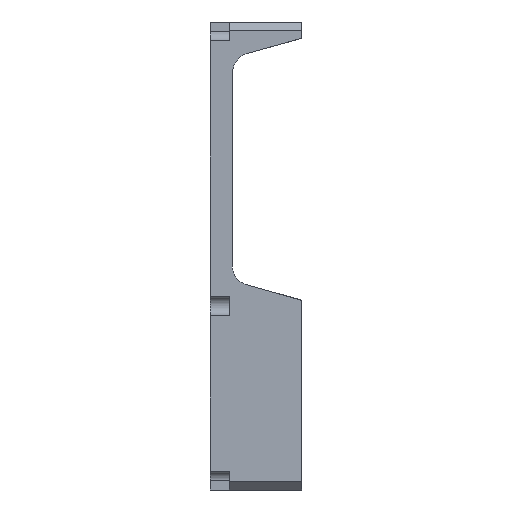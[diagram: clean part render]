
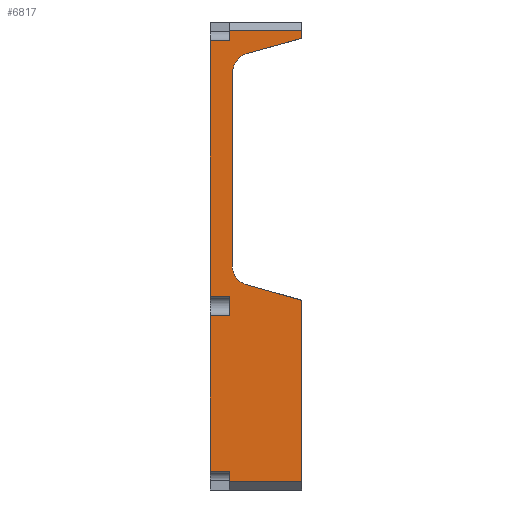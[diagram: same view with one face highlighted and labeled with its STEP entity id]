
A CAD part, left-side view. The second image highlights one B-rep face of the part: STEP entity #6817.
In plain terms, the highlighted planar face has unit normal (-1, 0, 0).
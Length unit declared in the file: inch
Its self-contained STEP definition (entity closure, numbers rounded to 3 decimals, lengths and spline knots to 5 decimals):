
#257=CIRCLE('',#7363,0.33762);
#258=CIRCLE('',#7364,0.35725);
#438=PLANE('',#7362);
#687=FACE_OUTER_BOUND('',#1038,.T.);
#1038=EDGE_LOOP('',(#5416,#5417,#5418,#5419,#5420,#5421,#5422,#5423,#5424,
#5425,#5426,#5427,#5428,#5429,#5430,#5431,#5432,#5433));
#1388=LINE('',#10087,#2119);
#1698=LINE('',#11008,#2429);
#1701=LINE('',#11014,#2432);
#1702=LINE('',#11016,#2433);
#1703=LINE('',#11018,#2434);
#1704=LINE('',#11020,#2435);
#1705=LINE('',#11022,#2436);
#1706=LINE('',#11024,#2437);
#1707=LINE('',#11026,#2438);
#1708=LINE('',#11028,#2439);
#1709=LINE('',#11030,#2440);
#1710=LINE('',#11031,#2441);
#1711=LINE('',#11033,#2442);
#1712=LINE('',#11037,#2443);
#1713=LINE('',#11041,#2444);
#1714=LINE('',#11042,#2445);
#2119=VECTOR('',#7929,0.3937);
#2429=VECTOR('',#8757,0.3937);
#2432=VECTOR('',#8762,0.3937);
#2433=VECTOR('',#8763,0.3937);
#2434=VECTOR('',#8764,0.3937);
#2435=VECTOR('',#8765,0.3937);
#2436=VECTOR('',#8766,0.3937);
#2437=VECTOR('',#8767,0.3937);
#2438=VECTOR('',#8768,0.3937);
#2439=VECTOR('',#8769,0.3937);
#2440=VECTOR('',#8770,0.3937);
#2441=VECTOR('',#8771,0.3937);
#2442=VECTOR('',#8772,0.3937);
#2443=VECTOR('',#8775,0.3937);
#2444=VECTOR('',#8778,0.3937);
#2445=VECTOR('',#8779,0.3937);
#2920=VERTEX_POINT('',#10084);
#2921=VERTEX_POINT('',#10086);
#3232=VERTEX_POINT('',#11005);
#3233=VERTEX_POINT('',#11007);
#3235=VERTEX_POINT('',#11013);
#3236=VERTEX_POINT('',#11015);
#3237=VERTEX_POINT('',#11017);
#3238=VERTEX_POINT('',#11019);
#3239=VERTEX_POINT('',#11021);
#3240=VERTEX_POINT('',#11023);
#3241=VERTEX_POINT('',#11025);
#3242=VERTEX_POINT('',#11027);
#3243=VERTEX_POINT('',#11029);
#3244=VERTEX_POINT('',#11032);
#3245=VERTEX_POINT('',#11034);
#3246=VERTEX_POINT('',#11036);
#3247=VERTEX_POINT('',#11038);
#3248=VERTEX_POINT('',#11040);
#3620=EDGE_CURVE('',#2921,#2920,#1388,.T.);
#4067=EDGE_CURVE('',#3232,#3233,#1698,.T.);
#4070=EDGE_CURVE('',#3232,#3235,#1701,.T.);
#4071=EDGE_CURVE('',#3235,#3236,#1702,.T.);
#4072=EDGE_CURVE('',#3237,#3236,#1703,.T.);
#4073=EDGE_CURVE('',#3237,#3238,#1704,.T.);
#4074=EDGE_CURVE('',#3238,#3239,#1705,.T.);
#4075=EDGE_CURVE('',#3239,#3240,#1706,.T.);
#4076=EDGE_CURVE('',#3241,#3240,#1707,.T.);
#4077=EDGE_CURVE('',#3241,#3242,#1708,.T.);
#4078=EDGE_CURVE('',#3242,#3243,#1709,.T.);
#4079=EDGE_CURVE('',#2921,#3243,#1710,.T.);
#4080=EDGE_CURVE('',#2920,#3244,#1711,.T.);
#4081=EDGE_CURVE('',#3244,#3245,#257,.T.);
#4082=EDGE_CURVE('',#3245,#3246,#1712,.T.);
#4083=EDGE_CURVE('',#3246,#3247,#258,.T.);
#4084=EDGE_CURVE('',#3247,#3248,#1713,.T.);
#4085=EDGE_CURVE('',#3248,#3233,#1714,.T.);
#5416=ORIENTED_EDGE('',*,*,#4067,.F.);
#5417=ORIENTED_EDGE('',*,*,#4070,.T.);
#5418=ORIENTED_EDGE('',*,*,#4071,.T.);
#5419=ORIENTED_EDGE('',*,*,#4072,.F.);
#5420=ORIENTED_EDGE('',*,*,#4073,.T.);
#5421=ORIENTED_EDGE('',*,*,#4074,.T.);
#5422=ORIENTED_EDGE('',*,*,#4075,.T.);
#5423=ORIENTED_EDGE('',*,*,#4076,.F.);
#5424=ORIENTED_EDGE('',*,*,#4077,.T.);
#5425=ORIENTED_EDGE('',*,*,#4078,.T.);
#5426=ORIENTED_EDGE('',*,*,#4079,.F.);
#5427=ORIENTED_EDGE('',*,*,#3620,.T.);
#5428=ORIENTED_EDGE('',*,*,#4080,.T.);
#5429=ORIENTED_EDGE('',*,*,#4081,.T.);
#5430=ORIENTED_EDGE('',*,*,#4082,.T.);
#5431=ORIENTED_EDGE('',*,*,#4083,.T.);
#5432=ORIENTED_EDGE('',*,*,#4084,.T.);
#5433=ORIENTED_EDGE('',*,*,#4085,.T.);
#6817=ADVANCED_FACE('',(#687),#438,.T.);
#7362=AXIS2_PLACEMENT_3D('',#11012,#8760,#8761);
#7363=AXIS2_PLACEMENT_3D('',#11035,#8773,#8774);
#7364=AXIS2_PLACEMENT_3D('',#11039,#8776,#8777);
#7929=DIRECTION('',(0.,0.,1.));
#8757=DIRECTION('',(0.,-1.,0.));
#8760=DIRECTION('center_axis',(-1.,0.,0.));
#8761=DIRECTION('ref_axis',(0.,0.,1.));
#8762=DIRECTION('',(0.,0.,-1.));
#8763=DIRECTION('',(0.,1.,0.));
#8764=DIRECTION('',(0.,0.,1.));
#8765=DIRECTION('',(0.,-1.,0.));
#8766=DIRECTION('',(0.,0.,-1.));
#8767=DIRECTION('',(0.,1.,0.));
#8768=DIRECTION('',(0.,0.,1.));
#8769=DIRECTION('',(0.,-1.,0.));
#8770=DIRECTION('',(0.,0.,-1.));
#8771=DIRECTION('',(0.,1.,0.));
#8772=DIRECTION('',(0.,0.962,0.272));
#8773=DIRECTION('center_axis',(1.,0.,0.));
#8774=DIRECTION('ref_axis',(0.,0.272,-0.962));
#8775=DIRECTION('',(0.,0.,1.));
#8776=DIRECTION('center_axis',(1.,0.,0.));
#8777=DIRECTION('ref_axis',(0.,1.,0.));
#8778=DIRECTION('',(0.,-0.963,0.268));
#8779=DIRECTION('',(0.,0.,1.));
#10084=CARTESIAN_POINT('',(-4.45175,0.,4.61345));
#10086=CARTESIAN_POINT('',(-4.45175,0.,1.5109));
#10087=CARTESIAN_POINT('',(-4.45175,0.,1.3709));
#11005=CARTESIAN_POINT('',(-4.45175,1.245,9.2309));
#11007=CARTESIAN_POINT('',(-4.45175,0.,9.2309));
#11008=CARTESIAN_POINT('',(-4.45175,0.,9.2309));
#11012=CARTESIAN_POINT('Origin',(-4.45175,0.,1.3709));
#11013=CARTESIAN_POINT('',(-4.45175,1.245,9.0534));
#11014=CARTESIAN_POINT('',(-4.45175,1.245,5.41192));
#11015=CARTESIAN_POINT('',(-4.45175,1.57,9.0534));
#11016=CARTESIAN_POINT('',(-4.45175,0.785,9.0534));
#11017=CARTESIAN_POINT('',(-4.45175,1.57,4.6784));
#11018=CARTESIAN_POINT('',(-4.45175,1.57,1.3709));
#11019=CARTESIAN_POINT('',(-4.45175,1.245,4.6784));
#11020=CARTESIAN_POINT('',(-4.45175,0.785,4.6784));
#11021=CARTESIAN_POINT('',(-4.45175,1.245,4.3534));
#11022=CARTESIAN_POINT('',(-4.45175,1.245,2.9434));
#11023=CARTESIAN_POINT('',(-4.45175,1.57,4.3534));
#11024=CARTESIAN_POINT('',(-4.45175,0.785,4.3534));
#11025=CARTESIAN_POINT('',(-4.45175,1.57,1.6884));
#11026=CARTESIAN_POINT('',(-4.45175,1.57,1.3709));
#11027=CARTESIAN_POINT('',(-4.45175,1.245,1.6884));
#11028=CARTESIAN_POINT('',(-4.45175,0.785,1.6884));
#11029=CARTESIAN_POINT('',(-4.45175,1.245,1.5109));
#11030=CARTESIAN_POINT('',(-4.45175,1.245,1.35412));
#11031=CARTESIAN_POINT('',(-4.45175,0.,1.5109));
#11032=CARTESIAN_POINT('',(-4.45175,0.94506,4.88085));
#11033=CARTESIAN_POINT('',(-4.45175,0.0478,4.62697));
#11034=CARTESIAN_POINT('',(-4.45175,1.19,5.18307));
#11035=CARTESIAN_POINT('Origin',(-4.45175,0.85314,5.20572));
#11036=CARTESIAN_POINT('',(-4.45175,1.19,8.491));
#11037=CARTESIAN_POINT('',(-4.45175,1.19,4.93095));
#11038=CARTESIAN_POINT('',(-4.45175,0.94903,8.82879));
#11039=CARTESIAN_POINT('Origin',(-4.45175,0.83275,8.491));
#11040=CARTESIAN_POINT('',(-4.45175,0.,9.09269));
#11041=CARTESIAN_POINT('',(-4.45175,0.99654,8.81558));
#11042=CARTESIAN_POINT('',(-4.45175,0.,1.3709));
